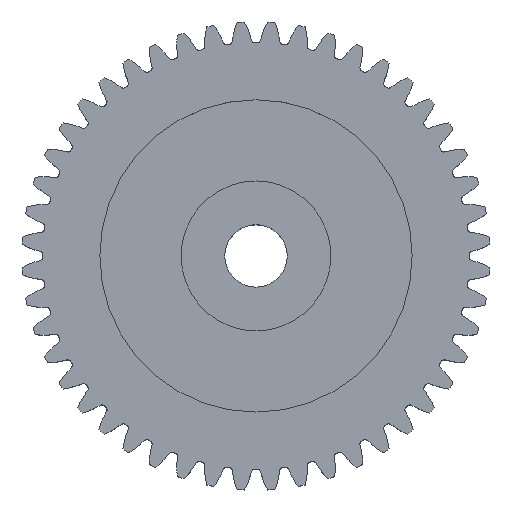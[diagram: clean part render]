
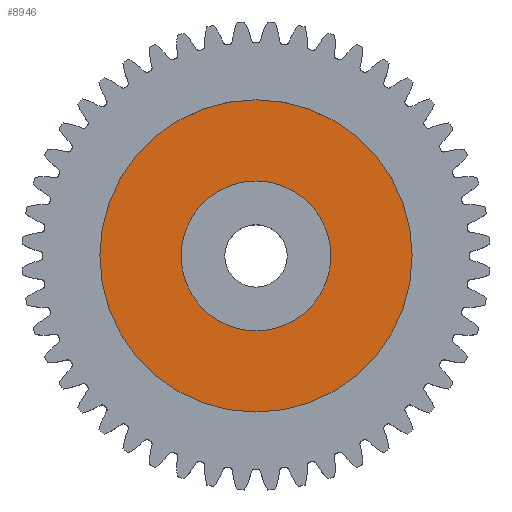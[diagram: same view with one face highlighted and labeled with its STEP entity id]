
A CAD part, top view. The second image highlights one B-rep face of the part: STEP entity #8946.
In plain terms, the highlighted planar face has unit normal (0, 0, 1).
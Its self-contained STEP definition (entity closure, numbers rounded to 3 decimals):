
#893 = DIRECTION ( 'NONE',  ( -1., 0., 0. ) ) ;
#894 = AXIS2_PLACEMENT_3D ( 'NONE', #902, #910, #893 ) ;
#895 = CIRCLE ( 'NONE', #894, 12. ) ;
#902 = CARTESIAN_POINT ( 'NONE',  ( 0., 0., 8.5 ) ) ;
#910 = DIRECTION ( 'NONE',  ( 0., 0., -1. ) ) ;
#1141 = CARTESIAN_POINT ( 'NONE',  ( 12., 0., 8.5 ) ) ;
#1714 = CARTESIAN_POINT ( 'NONE',  ( 25., 0., 8.5 ) ) ;
#1723 = CARTESIAN_POINT ( 'NONE',  ( -12., 0., 8.5 ) ) ;
#1737 = CIRCLE ( 'NONE', #1761, 25. ) ;
#1740 = CARTESIAN_POINT ( 'NONE',  ( -25., 0., 8.5 ) ) ;
#1744 = DIRECTION ( 'NONE',  ( 0., 0., -1. ) ) ;
#1745 = CARTESIAN_POINT ( 'NONE',  ( 0., 0., 8.5 ) ) ;
#1761 = AXIS2_PLACEMENT_3D ( 'NONE', #1745, #1744, #1802 ) ;
#1802 = DIRECTION ( 'NONE',  ( -1., 0., 0. ) ) ;
#3572 = ORIENTED_EDGE ( 'NONE', *, *, #8962, .F. ) ;
#3618 = ORIENTED_EDGE ( 'NONE', *, *, #7091, .F. ) ;
#6196 = EDGE_CURVE ( 'NONE', #7058, #6211, #895, .T. ) ;
#6211 = VERTEX_POINT ( 'NONE', #1141 ) ;
#6716 = AXIS2_PLACEMENT_3D ( 'NONE', #6743, #6841, #6839 ) ;
#6723 = FACE_OUTER_BOUND ( 'NONE', #8948, .T. ) ;
#6743 = CARTESIAN_POINT ( 'NONE',  ( 0., 0., 8.5 ) ) ;
#6750 = FACE_BOUND ( 'NONE', #8961, .T. ) ;
#6793 = DIRECTION ( 'NONE',  ( -1., 0., 0. ) ) ;
#6794 = DIRECTION ( 'NONE',  ( 0., 0., -1. ) ) ;
#6795 = AXIS2_PLACEMENT_3D ( 'NONE', #6827, #6794, #6793 ) ;
#6809 = CIRCLE ( 'NONE', #6795, 25. ) ;
#6816 = DIRECTION ( 'NONE',  ( -1., 0., 0. ) ) ;
#6817 = DIRECTION ( 'NONE',  ( 0., 0., -1. ) ) ;
#6819 = AXIS2_PLACEMENT_3D ( 'NONE', #6831, #6817, #6816 ) ;
#6827 = CARTESIAN_POINT ( 'NONE',  ( 0., 0., 8.5 ) ) ;
#6831 = CARTESIAN_POINT ( 'NONE',  ( 0., 0., 8.5 ) ) ;
#6837 = CIRCLE ( 'NONE', #6819, 12. ) ;
#6839 = DIRECTION ( 'NONE',  ( -1., 0., 0. ) ) ;
#6841 = DIRECTION ( 'NONE',  ( 0., 0., -1. ) ) ;
#6852 = PLANE ( 'NONE',  #6716 ) ;
#7058 = VERTEX_POINT ( 'NONE', #1723 ) ;
#7066 = VERTEX_POINT ( 'NONE', #1714 ) ;
#7077 = VERTEX_POINT ( 'NONE', #1740 ) ;
#7091 = EDGE_CURVE ( 'NONE', #7066, #7077, #1737, .T. ) ;
#8946 = ADVANCED_FACE ( 'NONE', ( #6750, #6723 ), #6852, .F. ) ;
#8947 = ORIENTED_EDGE ( 'NONE', *, *, #8957, .T. ) ;
#8948 = EDGE_LOOP ( 'NONE', ( #3572, #3618 ) ) ;
#8957 = EDGE_CURVE ( 'NONE', #6211, #7058, #6837, .T. ) ;
#8960 = ORIENTED_EDGE ( 'NONE', *, *, #6196, .T. ) ;
#8961 = EDGE_LOOP ( 'NONE', ( #8960, #8947 ) ) ;
#8962 = EDGE_CURVE ( 'NONE', #7077, #7066, #6809, .T. ) ;
